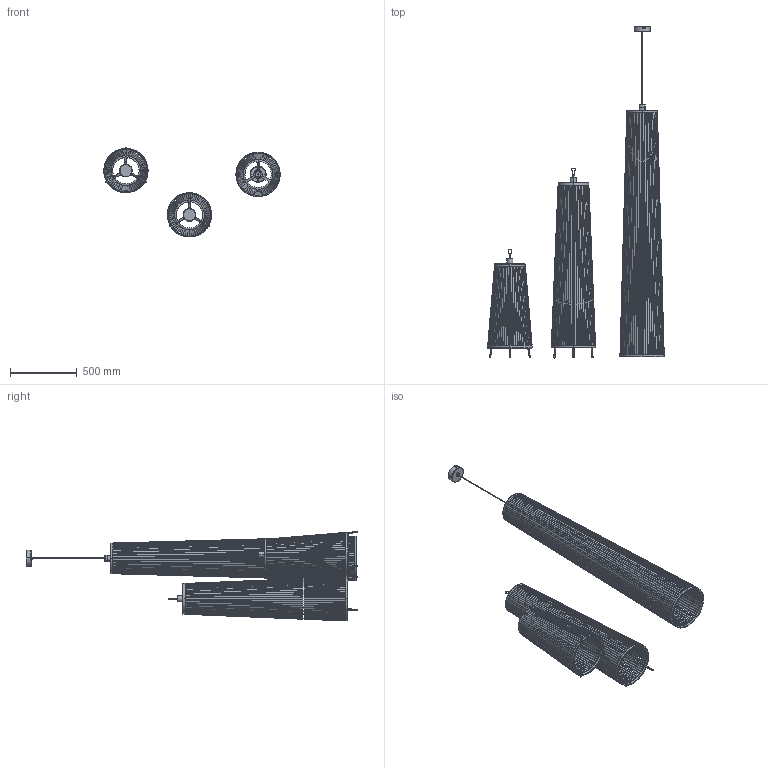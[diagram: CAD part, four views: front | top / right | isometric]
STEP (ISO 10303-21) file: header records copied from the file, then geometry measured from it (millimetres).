
FILE_DESCRIPTION(/* description */ (''),/* implementation_level */ '2;1');
FILE_NAME(/* name */ 'SOLIS~1',/* time_stamp */ '2018-01-11T11:25:17-08:00',/* author */ (''),/* organization */ (''),/* preprocessor_version */ 'ST-DEVELOPER v15',/* originating_system */ '',/* authorisation */ '');
FILE_SCHEMA (('CONFIG_CONTROL_DESIGN'));
Length unit declared in the file: millimetre
Products named in the file (1): Document
Bounding box: 1320.36 x 2484.32 x 673.45 mm (x, y, z)
Volume: 382145.1 mm3; surface area: 5916501.3 mm2
Topology: 4 solids, 83 shells, 850 faces, 4378 edges, 3052 vertices
Faces by surface type: plane 501, bspline 349
Entity records: 61491 total; most frequent: CARTESIAN_POINT 40288, ORIENTED_EDGE 6229, EDGE_CURVE 4366, VERTEX_POINT 3052, B_SPLINE_CURVE_WITH_KNOTS 2652, EDGE_LOOP 1143, ADVANCED_FACE 850, FACE_OUTER_BOUND 850
